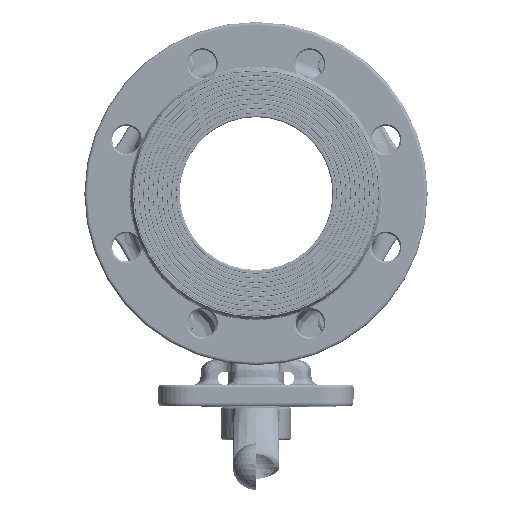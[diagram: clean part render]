
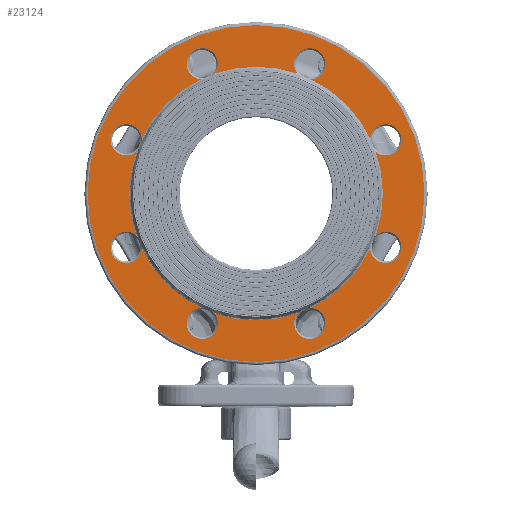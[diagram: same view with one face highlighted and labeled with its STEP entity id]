
A CAD part, left-side view. The second image highlights one B-rep face of the part: STEP entity #23124.
In plain terms, the highlighted planar face has unit normal (-1, 0, 0).
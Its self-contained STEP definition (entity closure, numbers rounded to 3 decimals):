
#5623=CARTESIAN_POINT('',(-77.,0.,0.));
#5624=DIRECTION('',(1.,0.,0.));
#5625=DIRECTION('',(0.,0.,-1.));
#5626=AXIS2_PLACEMENT_3D('',#5623,#5624,#5625);
#5628=CARTESIAN_POINT('',(-77.,0.,0.));
#5629=DIRECTION('',(1.,0.,0.));
#5630=DIRECTION('',(0.,0.,1.));
#5631=AXIS2_PLACEMENT_3D('',#5628,#5629,#5630);
#5633=CARTESIAN_POINT('',(-77.,83.149,-34.442));
#5634=DIRECTION('',(-1.,0.,0.));
#5635=DIRECTION('',(0.,0.924,-0.383));
#5636=AXIS2_PLACEMENT_3D('',#5633,#5634,#5635);
#5638=CARTESIAN_POINT('',(-77.,0.,0.));
#5639=DIRECTION('',(-1.,0.,0.));
#5640=DIRECTION('',(0.,0.9,-0.435));
#5641=AXIS2_PLACEMENT_3D('',#5638,#5639,#5640);
#5643=CARTESIAN_POINT('',(-77.,34.442,-83.149));
#5644=DIRECTION('',(-1.,0.,0.));
#5645=DIRECTION('',(0.,0.097,0.995));
#5646=AXIS2_PLACEMENT_3D('',#5643,#5644,#5645);
#5648=CARTESIAN_POINT('',(-77.,34.442,-83.149));
#5649=DIRECTION('',(-1.,0.,0.));
#5650=DIRECTION('',(0.,0.383,-0.924));
#5651=AXIS2_PLACEMENT_3D('',#5648,#5649,#5650);
#5653=CARTESIAN_POINT('',(-77.,-34.442,-83.149));
#5654=DIRECTION('',(-1.,0.,0.));
#5655=DIRECTION('',(0.,0.772,0.635));
#5656=AXIS2_PLACEMENT_3D('',#5653,#5654,#5655);
#5658=CARTESIAN_POINT('',(-77.,-34.442,-83.149));
#5659=DIRECTION('',(-1.,0.,0.));
#5660=DIRECTION('',(0.,-0.383,-0.924));
#5661=AXIS2_PLACEMENT_3D('',#5658,#5659,#5660);
#5663=CARTESIAN_POINT('',(-77.,0.,0.));
#5664=DIRECTION('',(-1.,0.,0.));
#5665=DIRECTION('',(0.,-0.435,-0.9));
#5666=AXIS2_PLACEMENT_3D('',#5663,#5664,#5665);
#5668=CARTESIAN_POINT('',(-77.,-83.149,-34.442));
#5669=DIRECTION('',(-1.,0.,0.));
#5670=DIRECTION('',(0.,0.995,-0.097));
#5671=AXIS2_PLACEMENT_3D('',#5668,#5669,#5670);
#5673=CARTESIAN_POINT('',(-77.,-83.149,-34.442));
#5674=DIRECTION('',(-1.,0.,0.));
#5675=DIRECTION('',(0.,-0.924,-0.383));
#5676=AXIS2_PLACEMENT_3D('',#5673,#5674,#5675);
#5678=CARTESIAN_POINT('',(-77.,0.,0.));
#5679=DIRECTION('',(-1.,0.,0.));
#5680=DIRECTION('',(0.,-0.944,-0.329));
#5681=AXIS2_PLACEMENT_3D('',#5678,#5679,#5680);
#5683=CARTESIAN_POINT('',(-77.,-83.149,34.442));
#5684=DIRECTION('',(-1.,0.,0.));
#5685=DIRECTION('',(0.,0.635,-0.772));
#5686=AXIS2_PLACEMENT_3D('',#5683,#5684,#5685);
#5688=CARTESIAN_POINT('',(-77.,-83.149,34.442));
#5689=DIRECTION('',(-1.,0.,0.));
#5690=DIRECTION('',(0.,-0.924,0.383));
#5691=AXIS2_PLACEMENT_3D('',#5688,#5689,#5690);
#5693=CARTESIAN_POINT('',(-77.,0.,0.));
#5694=DIRECTION('',(-1.,0.,0.));
#5695=DIRECTION('',(0.,-0.9,0.435));
#5696=AXIS2_PLACEMENT_3D('',#5693,#5694,#5695);
#5698=CARTESIAN_POINT('',(-77.,-34.442,83.149));
#5699=DIRECTION('',(-1.,0.,0.));
#5700=DIRECTION('',(0.,-0.097,-0.995));
#5701=AXIS2_PLACEMENT_3D('',#5698,#5699,#5700);
#5703=CARTESIAN_POINT('',(-77.,-34.442,83.149));
#5704=DIRECTION('',(-1.,0.,0.));
#5705=DIRECTION('',(0.,-0.383,0.924));
#5706=AXIS2_PLACEMENT_3D('',#5703,#5704,#5705);
#5708=CARTESIAN_POINT('',(-77.,34.442,83.149));
#5709=DIRECTION('',(-1.,0.,0.));
#5710=DIRECTION('',(0.,-0.772,-0.635));
#5711=AXIS2_PLACEMENT_3D('',#5708,#5709,#5710);
#5713=CARTESIAN_POINT('',(-77.,34.442,83.149));
#5714=DIRECTION('',(-1.,0.,0.));
#5715=DIRECTION('',(0.,0.383,0.924));
#5716=AXIS2_PLACEMENT_3D('',#5713,#5714,#5715);
#5718=CARTESIAN_POINT('',(-77.,0.,0.));
#5719=DIRECTION('',(-1.,0.,0.));
#5720=DIRECTION('',(0.,0.435,0.9));
#5721=AXIS2_PLACEMENT_3D('',#5718,#5719,#5720);
#5723=CARTESIAN_POINT('',(-77.,83.149,34.442));
#5724=DIRECTION('',(-1.,0.,0.));
#5725=DIRECTION('',(0.,-0.995,0.097));
#5726=AXIS2_PLACEMENT_3D('',#5723,#5724,#5725);
#5728=CARTESIAN_POINT('',(-77.,83.149,34.442));
#5729=DIRECTION('',(-1.,0.,0.));
#5730=DIRECTION('',(0.,0.924,0.383));
#5731=AXIS2_PLACEMENT_3D('',#5728,#5729,#5730);
#5733=CARTESIAN_POINT('',(-77.,0.,0.));
#5734=DIRECTION('',(-1.,0.,0.));
#5735=DIRECTION('',(0.,0.944,0.329));
#5736=AXIS2_PLACEMENT_3D('',#5733,#5734,#5735);
#5738=CARTESIAN_POINT('',(-77.,83.149,-34.442));
#5739=DIRECTION('',(-1.,0.,0.));
#5740=DIRECTION('',(0.,-0.635,0.772));
#5741=AXIS2_PLACEMENT_3D('',#5738,#5739,#5740);
#5828=CARTESIAN_POINT('',(-77.,0.,0.));
#5829=DIRECTION('',(1.,0.,0.));
#5830=DIRECTION('',(0.,0.329,0.944));
#5831=AXIS2_PLACEMENT_3D('',#5828,#5829,#5830);
#5946=CARTESIAN_POINT('',(-77.,0.,0.));
#5947=DIRECTION('',(1.,0.,0.));
#5948=DIRECTION('',(0.,-0.329,-0.944));
#5949=AXIS2_PLACEMENT_3D('',#5946,#5947,#5948);
#15125=CARTESIAN_POINT('',(-77.,0.,-108.));
#15126=CARTESIAN_POINT('',(-77.,0.,108.));
#15127=VERTEX_POINT('',#15125);
#15128=VERTEX_POINT('',#15126);
#15155=CARTESIAN_POINT('',(-77.,92.388,38.268));
#15156=CARTESIAN_POINT('',(-77.,76.797,26.718));
#15157=VERTEX_POINT('',#15155);
#15158=VERTEX_POINT('',#15156);
#15159=CARTESIAN_POINT('',(-77.,73.196,35.411));
#15160=VERTEX_POINT('',#15159);
#15173=CARTESIAN_POINT('',(-77.,38.268,92.388));
#15174=CARTESIAN_POINT('',(-77.,35.411,73.196));
#15175=VERTEX_POINT('',#15173);
#15176=VERTEX_POINT('',#15174);
#15177=CARTESIAN_POINT('',(-77.,26.718,76.797));
#15178=VERTEX_POINT('',#15177);
#15185=CARTESIAN_POINT('',(-77.,-38.268,92.388));
#15186=CARTESIAN_POINT('',(-77.,-26.718,76.797));
#15187=VERTEX_POINT('',#15185);
#15188=VERTEX_POINT('',#15186);
#15189=CARTESIAN_POINT('',(-77.,-35.411,73.196));
#15190=VERTEX_POINT('',#15189);
#15199=CARTESIAN_POINT('',(-77.,-92.388,38.268));
#15200=CARTESIAN_POINT('',(-77.,-73.196,35.411));
#15201=VERTEX_POINT('',#15199);
#15202=VERTEX_POINT('',#15200);
#15203=CARTESIAN_POINT('',(-77.,-76.797,26.718));
#15204=VERTEX_POINT('',#15203);
#15289=CARTESIAN_POINT('',(-77.,-92.388,-38.268));
#15290=CARTESIAN_POINT('',(-77.,-76.797,-26.718));
#15291=VERTEX_POINT('',#15289);
#15292=VERTEX_POINT('',#15290);
#15293=CARTESIAN_POINT('',(-77.,-73.196,-35.411));
#15294=VERTEX_POINT('',#15293);
#15307=CARTESIAN_POINT('',(-77.,-38.268,-92.388));
#15308=CARTESIAN_POINT('',(-77.,-35.411,-73.196));
#15309=VERTEX_POINT('',#15307);
#15310=VERTEX_POINT('',#15308);
#15311=CARTESIAN_POINT('',(-77.,-26.718,-76.797));
#15312=VERTEX_POINT('',#15311);
#15325=CARTESIAN_POINT('',(-77.,38.268,-92.388));
#15326=CARTESIAN_POINT('',(-77.,26.718,-76.797));
#15327=VERTEX_POINT('',#15325);
#15328=VERTEX_POINT('',#15326);
#15329=CARTESIAN_POINT('',(-77.,35.411,-73.196));
#15330=VERTEX_POINT('',#15329);
#15343=CARTESIAN_POINT('',(-77.,92.388,-38.268));
#15344=CARTESIAN_POINT('',(-77.,73.196,-35.411));
#15345=VERTEX_POINT('',#15343);
#15346=VERTEX_POINT('',#15344);
#15347=CARTESIAN_POINT('',(-77.,76.797,-26.718));
#15348=VERTEX_POINT('',#15347);
#23065=CARTESIAN_POINT('',(-77.,0.,0.));
#23066=DIRECTION('',(1.,0.,0.));
#23067=DIRECTION('',(0.,0.,1.));
#23068=AXIS2_PLACEMENT_3D('',#23065,#23066,#23067);
#23069=PLANE('',#23068);
#23070=ORIENTED_EDGE('',*,*,#23045,.T.);
#23071=ORIENTED_EDGE('',*,*,#23059,.T.);
#23072=EDGE_LOOP('',(#23070,#23071));
#23073=FACE_OUTER_BOUND('',#23072,.F.);
#23075=ORIENTED_EDGE('',*,*,#23074,.T.);
#23077=ORIENTED_EDGE('',*,*,#23076,.T.);
#23079=ORIENTED_EDGE('',*,*,#23078,.T.);
#23081=ORIENTED_EDGE('',*,*,#23080,.T.);
#23083=ORIENTED_EDGE('',*,*,#23082,.F.);
#23085=ORIENTED_EDGE('',*,*,#23084,.T.);
#23087=ORIENTED_EDGE('',*,*,#23086,.T.);
#23089=ORIENTED_EDGE('',*,*,#23088,.T.);
#23091=ORIENTED_EDGE('',*,*,#23090,.T.);
#23093=ORIENTED_EDGE('',*,*,#23092,.T.);
#23095=ORIENTED_EDGE('',*,*,#23094,.T.);
#23097=ORIENTED_EDGE('',*,*,#23096,.T.);
#23099=ORIENTED_EDGE('',*,*,#23098,.T.);
#23101=ORIENTED_EDGE('',*,*,#23100,.T.);
#23103=ORIENTED_EDGE('',*,*,#23102,.T.);
#23105=ORIENTED_EDGE('',*,*,#23104,.T.);
#23107=ORIENTED_EDGE('',*,*,#23106,.F.);
#23109=ORIENTED_EDGE('',*,*,#23108,.T.);
#23111=ORIENTED_EDGE('',*,*,#23110,.T.);
#23113=ORIENTED_EDGE('',*,*,#23112,.T.);
#23115=ORIENTED_EDGE('',*,*,#23114,.T.);
#23117=ORIENTED_EDGE('',*,*,#23116,.T.);
#23119=ORIENTED_EDGE('',*,*,#23118,.T.);
#23121=ORIENTED_EDGE('',*,*,#23120,.T.);
#23122=EDGE_LOOP('',(#23075,#23077,#23079,#23081,#23083,#23085,#23087,#23089,
#23091,#23093,#23095,#23097,#23099,#23101,#23103,#23105,#23107,#23109,#23111,
#23113,#23115,#23117,#23119,#23121));
#23123=FACE_BOUND('',#23122,.F.);
#5627=CIRCLE('',#5626,108.);
#5632=CIRCLE('',#5631,108.);
#5637=CIRCLE('',#5636,10.);
#5642=CIRCLE('',#5641,81.312);
#5647=CIRCLE('',#5646,10.);
#5652=CIRCLE('',#5651,10.);
#5657=CIRCLE('',#5656,10.);
#5662=CIRCLE('',#5661,10.);
#5667=CIRCLE('',#5666,81.312);
#5672=CIRCLE('',#5671,10.);
#5677=CIRCLE('',#5676,10.);
#5682=CIRCLE('',#5681,81.312);
#5687=CIRCLE('',#5686,10.);
#5692=CIRCLE('',#5691,10.);
#5697=CIRCLE('',#5696,81.312);
#5702=CIRCLE('',#5701,10.);
#5707=CIRCLE('',#5706,10.);
#5712=CIRCLE('',#5711,10.);
#5717=CIRCLE('',#5716,10.);
#5722=CIRCLE('',#5721,81.312);
#5727=CIRCLE('',#5726,10.);
#5732=CIRCLE('',#5731,10.);
#5737=CIRCLE('',#5736,81.312);
#5742=CIRCLE('',#5741,10.);
#5832=CIRCLE('',#5831,81.312);
#5950=CIRCLE('',#5949,81.312);
#23045=EDGE_CURVE('',#15127,#15128,#5627,.T.);
#23059=EDGE_CURVE('',#15128,#15127,#5632,.T.);
#23074=EDGE_CURVE('',#15345,#15346,#5637,.T.);
#23076=EDGE_CURVE('',#15346,#15330,#5642,.T.);
#23078=EDGE_CURVE('',#15330,#15327,#5647,.T.);
#23080=EDGE_CURVE('',#15327,#15328,#5652,.T.);
#23082=EDGE_CURVE('',#15312,#15328,#5950,.T.);
#23084=EDGE_CURVE('',#15312,#15309,#5657,.T.);
#23086=EDGE_CURVE('',#15309,#15310,#5662,.T.);
#23088=EDGE_CURVE('',#15310,#15294,#5667,.T.);
#23090=EDGE_CURVE('',#15294,#15291,#5672,.T.);
#23092=EDGE_CURVE('',#15291,#15292,#5677,.T.);
#23094=EDGE_CURVE('',#15292,#15204,#5682,.T.);
#23096=EDGE_CURVE('',#15204,#15201,#5687,.T.);
#23098=EDGE_CURVE('',#15201,#15202,#5692,.T.);
#23100=EDGE_CURVE('',#15202,#15190,#5697,.T.);
#23102=EDGE_CURVE('',#15190,#15187,#5702,.T.);
#23104=EDGE_CURVE('',#15187,#15188,#5707,.T.);
#23106=EDGE_CURVE('',#15178,#15188,#5832,.T.);
#23108=EDGE_CURVE('',#15178,#15175,#5712,.T.);
#23110=EDGE_CURVE('',#15175,#15176,#5717,.T.);
#23112=EDGE_CURVE('',#15176,#15160,#5722,.T.);
#23114=EDGE_CURVE('',#15160,#15157,#5727,.T.);
#23116=EDGE_CURVE('',#15157,#15158,#5732,.T.);
#23118=EDGE_CURVE('',#15158,#15348,#5737,.T.);
#23120=EDGE_CURVE('',#15348,#15345,#5742,.T.);
#23124=ADVANCED_FACE('',(#23073,#23123),#23069,.F.);
